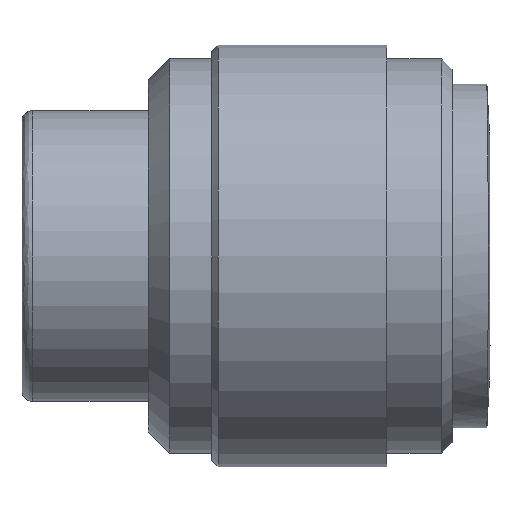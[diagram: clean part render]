
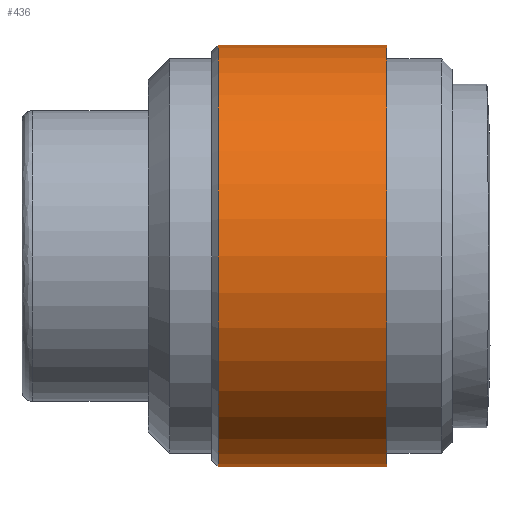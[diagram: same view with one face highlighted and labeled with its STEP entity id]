
A CAD part, front view. The second image highlights one B-rep face of the part: STEP entity #436.
In plain terms, the highlighted cylindrical face has radius 10 mm (diameter 20 mm), a partial arc.
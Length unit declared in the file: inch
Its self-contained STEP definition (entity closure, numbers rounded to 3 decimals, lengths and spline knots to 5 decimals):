
#1 = DIRECTION ( 'NONE',  ( 0., 0., -1. ) ) ;
#18 = CARTESIAN_POINT ( 'NONE',  ( 0.36614, 0., -0.3937 ) ) ;
#42 = VERTEX_POINT ( 'NONE', #768 ) ;
#47 = ORIENTED_EDGE ( 'NONE', *, *, #411, .T. ) ;
#88 = CARTESIAN_POINT ( 'NONE',  ( 0.6811, 0., -0.3937 ) ) ;
#173 = FACE_OUTER_BOUND ( 'NONE', #501, .T. ) ;
#221 = CARTESIAN_POINT ( 'NONE',  ( 0.52362, 0., 0. ) ) ;
#268 = CIRCLE ( 'NONE', #932, 0.3937 ) ;
#335 = CARTESIAN_POINT ( 'NONE',  ( 0.6811, 0., 0. ) ) ;
#355 = CARTESIAN_POINT ( 'NONE',  ( 0.6811, 0., 0.3937 ) ) ;
#383 = VERTEX_POINT ( 'NONE', #18 ) ;
#402 = CYLINDRICAL_SURFACE ( 'NONE', #534, 0.3937 ) ;
#411 = EDGE_CURVE ( 'NONE', #383, #751, #1239, .T. ) ;
#436 = ADVANCED_FACE ( 'NONE', ( #173 ), #402, .T. ) ;
#439 = DIRECTION ( 'NONE',  ( 0., 0., -1. ) ) ;
#501 = EDGE_LOOP ( 'NONE', ( #1225, #620, #47, #894 ) ) ;
#507 = CARTESIAN_POINT ( 'NONE',  ( 0.52362, 0., -0.3937 ) ) ;
#534 = AXIS2_PLACEMENT_3D ( 'NONE', #221, #701, #902 ) ;
#566 = DIRECTION ( 'NONE',  ( 1., 0., 0. ) ) ;
#579 = DIRECTION ( 'NONE',  ( 1., 0., 0. ) ) ;
#620 = ORIENTED_EDGE ( 'NONE', *, *, #807, .T. ) ;
#695 = VECTOR ( 'NONE', #891, 39.37008 ) ;
#701 = DIRECTION ( 'NONE',  ( 1., 0., 0. ) ) ;
#745 = CIRCLE ( 'NONE', #1158, 0.3937 ) ;
#751 = VERTEX_POINT ( 'NONE', #88 ) ;
#768 = CARTESIAN_POINT ( 'NONE',  ( 0.36614, 0., 0.3937 ) ) ;
#807 = EDGE_CURVE ( 'NONE', #42, #383, #268, .T. ) ;
#855 = LINE ( 'NONE', #1151, #1086 ) ;
#891 = DIRECTION ( 'NONE',  ( 1., 0., 0. ) ) ;
#894 = ORIENTED_EDGE ( 'NONE', *, *, #1002, .F. ) ;
#902 = DIRECTION ( 'NONE',  ( 0., 0., -1. ) ) ;
#932 = AXIS2_PLACEMENT_3D ( 'NONE', #1165, #579, #1 ) ;
#1002 = EDGE_CURVE ( 'NONE', #1171, #751, #745, .T. ) ;
#1023 = DIRECTION ( 'NONE',  ( 1., 0., 0. ) ) ;
#1086 = VECTOR ( 'NONE', #566, 39.37008 ) ;
#1151 = CARTESIAN_POINT ( 'NONE',  ( 0.52362, 0., 0.3937 ) ) ;
#1158 = AXIS2_PLACEMENT_3D ( 'NONE', #335, #1023, #439 ) ;
#1165 = CARTESIAN_POINT ( 'NONE',  ( 0.36614, 0., 0. ) ) ;
#1171 = VERTEX_POINT ( 'NONE', #355 ) ;
#1215 = EDGE_CURVE ( 'NONE', #42, #1171, #855, .T. ) ;
#1225 = ORIENTED_EDGE ( 'NONE', *, *, #1215, .F. ) ;
#1239 = LINE ( 'NONE', #507, #695 ) ;
